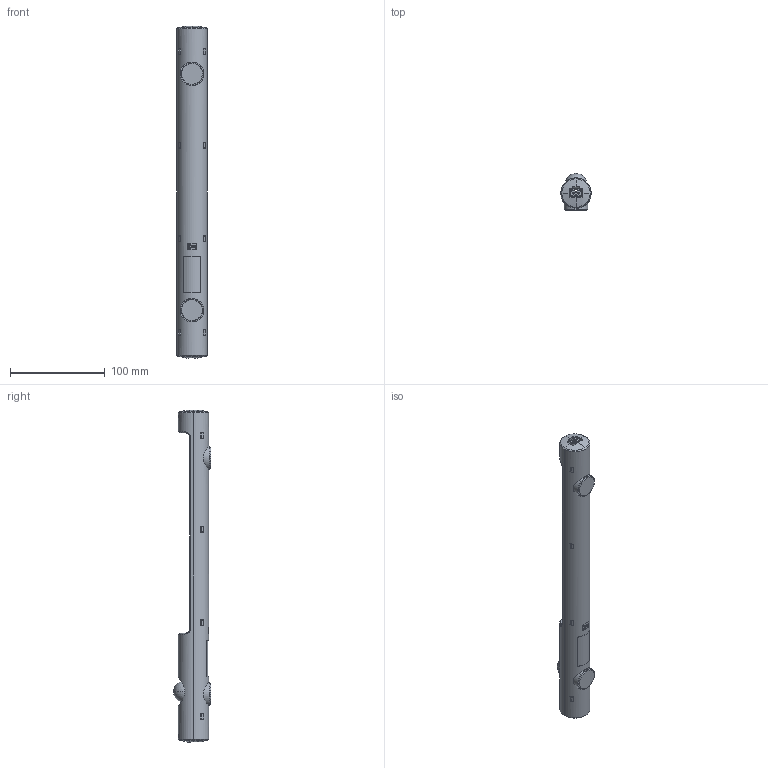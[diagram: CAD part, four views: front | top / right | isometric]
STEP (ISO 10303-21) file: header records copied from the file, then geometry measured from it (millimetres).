
FILE_DESCRIPTION (( 'STEP AP214' ), '1' );
FILE_NAME ('02541.0-00_LED-Leuchte.STEP', '2010-05-06T11:24:25', ( 'Nutzer' ), ( '' ), 'SwSTEP 2.0', 'SolidWorks 2010', '' );
FILE_SCHEMA (( 'AUTOMOTIVE_DESIGN' ));
Length unit declared in the file: millimetre
Products named in the file (1): 02541.0-00_LED-Leuchte
Bounding box: 32 x 39.26 x 351.2 mm (x, y, z)
Surface area: 51508.6 mm2 (no closed solid volume)
Topology: 0 solids, 19 shells, 309 faces, 1411 edges, 1094 vertices
Faces by surface type: plane 169, cylinder 104, cone 18, sphere 14, bspline 4
Entity records: 19022 total; most frequent: CARTESIAN_POINT 4307, DIRECTION 2344, ORIENTED_EDGE 2006, EDGE_CURVE 1401, VERTEX_POINT 1090, LINE 882, VECTOR 882, AXIS2_PLACEMENT_3D 731
